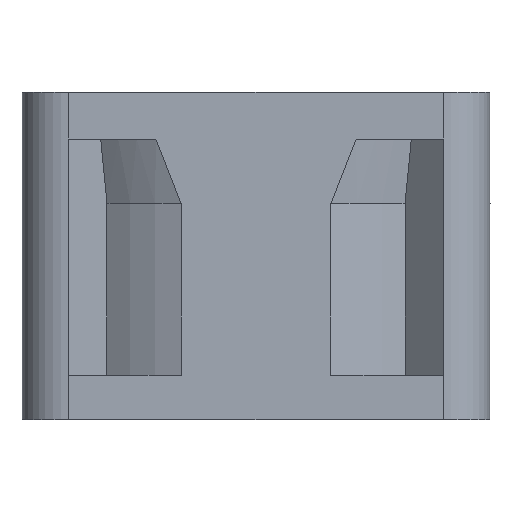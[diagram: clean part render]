
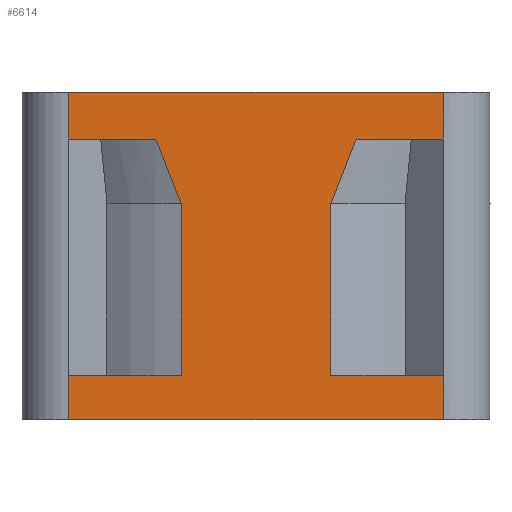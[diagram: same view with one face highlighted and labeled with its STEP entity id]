
A CAD part, left-side view. The second image highlights one B-rep face of the part: STEP entity #6614.
In plain terms, the highlighted planar face has unit normal (-1, 0, 0).
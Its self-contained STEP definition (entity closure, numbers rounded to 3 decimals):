
#33 = DIRECTION ( 'NONE',  ( 0., 0., -1. ) ) ;
#161 = CARTESIAN_POINT ( 'NONE',  ( -20., -16., 0. ) ) ;
#187 = CARTESIAN_POINT ( 'NONE',  ( -20., -16., -28. ) ) ;
#224 = ORIENTED_EDGE ( 'NONE', *, *, #4084, .T. ) ;
#292 = EDGE_CURVE ( 'NONE', #2470, #4337, #1235, .T. ) ;
#333 = EDGE_CURVE ( 'NONE', #1565, #6626, #2234, .T. ) ;
#342 = ORIENTED_EDGE ( 'NONE', *, *, #292, .T. ) ;
#389 = DIRECTION ( 'NONE',  ( 0., 0., 1. ) ) ;
#467 = VERTEX_POINT ( 'NONE', #6774 ) ;
#639 = LINE ( 'NONE', #4138, #4504 ) ;
#802 = LINE ( 'NONE', #6746, #3287 ) ;
#845 = DIRECTION ( 'NONE',  ( -1., 0., 0. ) ) ;
#856 = ORIENTED_EDGE ( 'NONE', *, *, #4614, .F. ) ;
#870 = LINE ( 'NONE', #6452, #1115 ) ;
#939 = VECTOR ( 'NONE', #6244, 1000. ) ;
#1115 = VECTOR ( 'NONE', #33, 1000. ) ;
#1154 = VECTOR ( 'NONE', #2757, 1000. ) ;
#1200 = VECTOR ( 'NONE', #2347, 1000. ) ;
#1235 = LINE ( 'NONE', #4375, #1154 ) ;
#1304 = EDGE_CURVE ( 'NONE', #5950, #2374, #1979, .T. ) ;
#1326 = EDGE_LOOP ( 'NONE', ( #342, #4987, #2152, #3057, #6375, #4831, #224, #1580, #6126, #1887, #5965, #3891, #1458, #856 ) ) ;
#1404 = CARTESIAN_POINT ( 'NONE',  ( -20., 7.889, -5.855 ) ) ;
#1458 = ORIENTED_EDGE ( 'NONE', *, *, #1304, .F. ) ;
#1565 = VERTEX_POINT ( 'NONE', #4572 ) ;
#1571 = CARTESIAN_POINT ( 'NONE',  ( -20., 16., -4. ) ) ;
#1580 = ORIENTED_EDGE ( 'NONE', *, *, #4524, .F. ) ;
#1655 = EDGE_CURVE ( 'NONE', #2896, #3034, #639, .T. ) ;
#1887 = ORIENTED_EDGE ( 'NONE', *, *, #333, .T. ) ;
#1895 = AXIS2_PLACEMENT_3D ( 'NONE', #4046, #845, #389 ) ;
#1979 = LINE ( 'NONE', #5887, #4246 ) ;
#2092 = CARTESIAN_POINT ( 'NONE',  ( -20., 16., -28. ) ) ;
#2125 = LINE ( 'NONE', #2092, #3695 ) ;
#2152 = ORIENTED_EDGE ( 'NONE', *, *, #6673, .T. ) ;
#2181 = VERTEX_POINT ( 'NONE', #4277 ) ;
#2234 = LINE ( 'NONE', #4340, #3223 ) ;
#2318 = CARTESIAN_POINT ( 'NONE',  ( -20., -7.889, -5.855 ) ) ;
#2340 = EDGE_CURVE ( 'NONE', #2181, #1565, #802, .T. ) ;
#2344 = CARTESIAN_POINT ( 'NONE',  ( -20., -8.225, -4.93 ) ) ;
#2347 = DIRECTION ( 'NONE',  ( 0., 0., -1. ) ) ;
#2374 = VERTEX_POINT ( 'NONE', #6007 ) ;
#2402 = CARTESIAN_POINT ( 'NONE',  ( -20., 16., 0. ) ) ;
#2435 = DIRECTION ( 'NONE',  ( 0., -1., 0. ) ) ;
#2447 = CARTESIAN_POINT ( 'NONE',  ( -20., 8.548, -4. ) ) ;
#2470 = VERTEX_POINT ( 'NONE', #2402 ) ;
#2535 = LINE ( 'NONE', #5032, #939 ) ;
#2670 = VECTOR ( 'NONE', #2839, 1000. ) ;
#2757 = DIRECTION ( 'NONE',  ( 0., 0., -1. ) ) ;
#2839 = DIRECTION ( 'NONE',  ( 0., -1., 0. ) ) ;
#2896 = VERTEX_POINT ( 'NONE', #4448 ) ;
#2926 = LINE ( 'NONE', #3284, #4562 ) ;
#3034 = VERTEX_POINT ( 'NONE', #6742 ) ;
#3057 = ORIENTED_EDGE ( 'NONE', *, *, #3714, .T. ) ;
#3174 = LINE ( 'NONE', #6209, #6057 ) ;
#3217 = VERTEX_POINT ( 'NONE', #6923 ) ;
#3223 = VECTOR ( 'NONE', #4885, 1000. ) ;
#3224 = EDGE_CURVE ( 'NONE', #3034, #6008, #870, .T. ) ;
#3284 = CARTESIAN_POINT ( 'NONE',  ( -20., -16., 0. ) ) ;
#3287 = VECTOR ( 'NONE', #3532, 1000. ) ;
#3328 = B_SPLINE_CURVE_WITH_KNOTS ( 'NONE', 3,
 ( #2447, #4069, #1404, #5184, #6260, #4581 ),
 .UNSPECIFIED., .F., .F.,
 ( 4, 2, 4 ),
 ( 0., 0.003, 0.006 ),
 .UNSPECIFIED. ) ;
#3383 = CARTESIAN_POINT ( 'NONE',  ( -20., -8.548, -4. ) ) ;
#3497 = PLANE ( 'NONE',  #1895 ) ;
#3531 = LINE ( 'NONE', #5589, #1200 ) ;
#3532 = DIRECTION ( 'NONE',  ( 0., 1., 0. ) ) ;
#3695 = VECTOR ( 'NONE', #5839, 1000. ) ;
#3714 = EDGE_CURVE ( 'NONE', #3217, #2896, #3531, .T. ) ;
#3891 = ORIENTED_EDGE ( 'NONE', *, *, #5585, .T. ) ;
#3904 = CARTESIAN_POINT ( 'NONE',  ( -20., -6.403, -9.5 ) ) ;
#4046 = CARTESIAN_POINT ( 'NONE',  ( -20., 16., 0. ) ) ;
#4069 = CARTESIAN_POINT ( 'NONE',  ( -20., 8.225, -4.93 ) ) ;
#4084 = EDGE_CURVE ( 'NONE', #6008, #4593, #2125, .T. ) ;
#4138 = CARTESIAN_POINT ( 'NONE',  ( -20., 16., -24.2 ) ) ;
#4246 = VECTOR ( 'NONE', #6466, 1000. ) ;
#4277 = CARTESIAN_POINT ( 'NONE',  ( -20., -16., -24.2 ) ) ;
#4337 = VERTEX_POINT ( 'NONE', #1571 ) ;
#4340 = CARTESIAN_POINT ( 'NONE',  ( -20., -6.403, 0. ) ) ;
#4375 = CARTESIAN_POINT ( 'NONE',  ( -20., 16., 0. ) ) ;
#4448 = CARTESIAN_POINT ( 'NONE',  ( -20., 6.403, -24.2 ) ) ;
#4466 = CARTESIAN_POINT ( 'NONE',  ( -20., 16., -4. ) ) ;
#4495 = CARTESIAN_POINT ( 'NONE',  ( -20., -7.179, -7.69 ) ) ;
#4504 = VECTOR ( 'NONE', #4596, 1000. ) ;
#4518 = CARTESIAN_POINT ( 'NONE',  ( -20., -6.805, -8.601 ) ) ;
#4524 = EDGE_CURVE ( 'NONE', #2181, #4593, #2926, .T. ) ;
#4544 = FACE_OUTER_BOUND ( 'NONE', #1326, .T. ) ;
#4562 = VECTOR ( 'NONE', #4837, 1000. ) ;
#4572 = CARTESIAN_POINT ( 'NONE',  ( -20., -6.403, -24.2 ) ) ;
#4581 = CARTESIAN_POINT ( 'NONE',  ( -20., 6.403, -9.5 ) ) ;
#4593 = VERTEX_POINT ( 'NONE', #187 ) ;
#4596 = DIRECTION ( 'NONE',  ( 0., 1., 0. ) ) ;
#4614 = EDGE_CURVE ( 'NONE', #2470, #5950, #2535, .T. ) ;
#4831 = ORIENTED_EDGE ( 'NONE', *, *, #3224, .T. ) ;
#4837 = DIRECTION ( 'NONE',  ( 0., 0., -1. ) ) ;
#4885 = DIRECTION ( 'NONE',  ( 0., 0., 1. ) ) ;
#4987 = ORIENTED_EDGE ( 'NONE', *, *, #6479, .T. ) ;
#5032 = CARTESIAN_POINT ( 'NONE',  ( -20., 0., 0. ) ) ;
#5184 = CARTESIAN_POINT ( 'NONE',  ( -20., 7.179, -7.69 ) ) ;
#5553 = LINE ( 'NONE', #4466, #2670 ) ;
#5561 = B_SPLINE_CURVE_WITH_KNOTS ( 'NONE', 3,
 ( #3904, #4518, #4495, #2318, #2344, #6108 ),
 .UNSPECIFIED., .F., .F.,
 ( 4, 2, 4 ),
 ( 0., 0.003, 0.006 ),
 .UNSPECIFIED. ) ;
#5585 = EDGE_CURVE ( 'NONE', #6544, #2374, #3174, .T. ) ;
#5589 = CARTESIAN_POINT ( 'NONE',  ( -20., 6.403, 0. ) ) ;
#5839 = DIRECTION ( 'NONE',  ( 0., -1., 0. ) ) ;
#5887 = CARTESIAN_POINT ( 'NONE',  ( -20., -16., 0. ) ) ;
#5950 = VERTEX_POINT ( 'NONE', #161 ) ;
#5965 = ORIENTED_EDGE ( 'NONE', *, *, #6564, .T. ) ;
#6007 = CARTESIAN_POINT ( 'NONE',  ( -20., -16., -4. ) ) ;
#6008 = VERTEX_POINT ( 'NONE', #6202 ) ;
#6057 = VECTOR ( 'NONE', #2435, 1000. ) ;
#6108 = CARTESIAN_POINT ( 'NONE',  ( -20., -8.548, -4. ) ) ;
#6126 = ORIENTED_EDGE ( 'NONE', *, *, #2340, .T. ) ;
#6202 = CARTESIAN_POINT ( 'NONE',  ( -20., 16., -28. ) ) ;
#6209 = CARTESIAN_POINT ( 'NONE',  ( -20., 16., -4. ) ) ;
#6244 = DIRECTION ( 'NONE',  ( 0., -1., 0. ) ) ;
#6260 = CARTESIAN_POINT ( 'NONE',  ( -20., 6.805, -8.601 ) ) ;
#6375 = ORIENTED_EDGE ( 'NONE', *, *, #1655, .T. ) ;
#6452 = CARTESIAN_POINT ( 'NONE',  ( -20., 16., 0. ) ) ;
#6466 = DIRECTION ( 'NONE',  ( 0., 0., -1. ) ) ;
#6479 = EDGE_CURVE ( 'NONE', #4337, #467, #5553, .T. ) ;
#6544 = VERTEX_POINT ( 'NONE', #3383 ) ;
#6564 = EDGE_CURVE ( 'NONE', #6626, #6544, #5561, .T. ) ;
#6614 = ADVANCED_FACE ( 'NONE', ( #4544 ), #3497, .T. ) ;
#6626 = VERTEX_POINT ( 'NONE', #6734 ) ;
#6673 = EDGE_CURVE ( 'NONE', #467, #3217, #3328, .T. ) ;
#6734 = CARTESIAN_POINT ( 'NONE',  ( -20., -6.403, -9.5 ) ) ;
#6742 = CARTESIAN_POINT ( 'NONE',  ( -20., 16., -24.2 ) ) ;
#6746 = CARTESIAN_POINT ( 'NONE',  ( -20., 16., -24.2 ) ) ;
#6774 = CARTESIAN_POINT ( 'NONE',  ( -20., 8.548, -4. ) ) ;
#6923 = CARTESIAN_POINT ( 'NONE',  ( -20., 6.403, -9.5 ) ) ;
